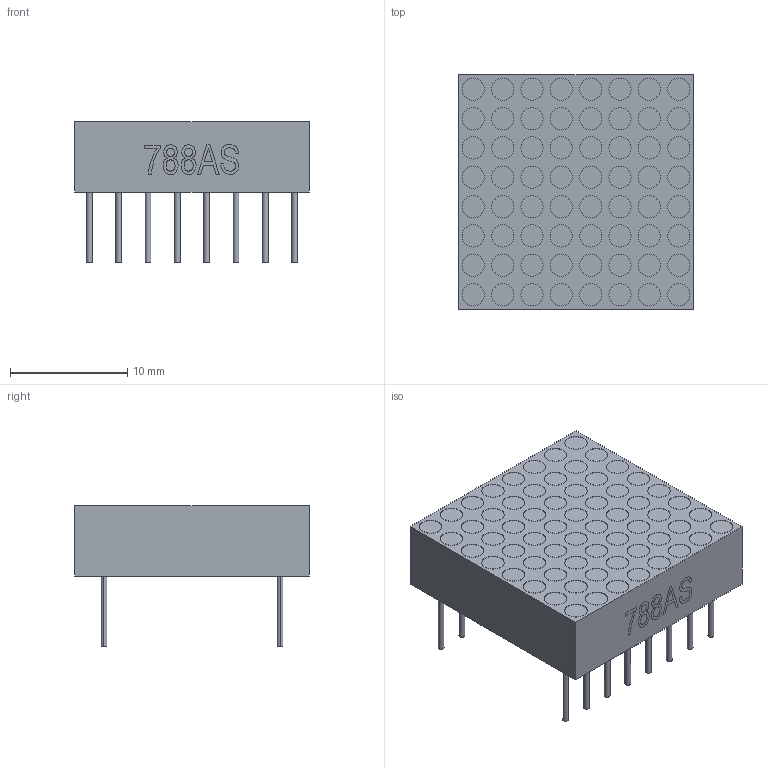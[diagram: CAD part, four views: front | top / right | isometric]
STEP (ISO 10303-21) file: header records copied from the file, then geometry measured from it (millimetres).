
FILE_DESCRIPTION (( 'STEP AP214' ), '1' );
FILE_NAME ('User Library-LED matrix 1.9mm.STEP', '2020-04-23T01:40:22', ( '' ), ( '' ), 'SwSTEP 2.0', 'SolidWorks 2019', '' );
FILE_SCHEMA (( 'AUTOMOTIVE_DESIGN' ));
Length unit declared in the file: millimetre
Products named in the file (1): User Library-LED matrix 1.9mm
Bounding box: 20 x 20 x 12 mm (x, y, z)
Volume: 2409.8 mm3; surface area: 1449.9 mm2
Topology: 1 solids, 1 shells, 256 faces, 561 edges, 397 vertices
Faces by surface type: cylinder 160, plane 96
Entity records: 8489 total; most frequent: CARTESIAN_POINT 1967, DIRECTION 1344, ORIENTED_EDGE 1122, AXIS2_PLACEMENT_3D 577, EDGE_CURVE 561, VERTEX_POINT 397, EDGE_LOOP 346, CIRCLE 320
